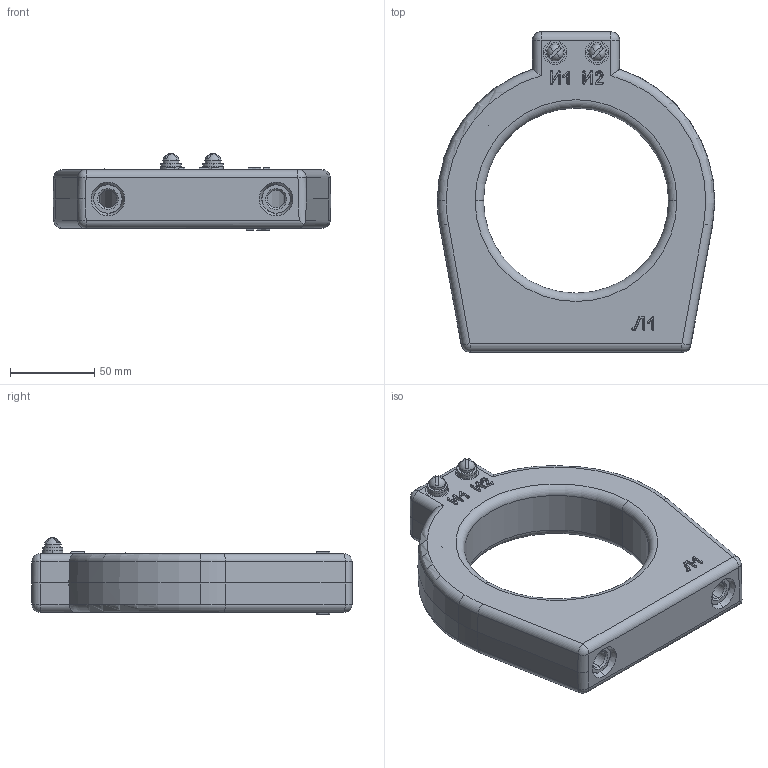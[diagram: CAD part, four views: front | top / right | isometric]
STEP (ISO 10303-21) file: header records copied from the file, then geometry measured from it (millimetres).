
FILE_DESCRIPTION (( 'STEP AP203' ), '1' );
FILE_NAME ('痀佮-110 .STEP', '2017-12-21T03:52:22', ( '' ), ( '' ), 'SwSTEP 2.0', 'SolidWorks 2010', '' );
FILE_SCHEMA (( 'CONFIG_CONTROL_DESIGN' ));
Length unit declared in the file: millimetre
Products named in the file (1): 痀佮-110 
Bounding box: 164.98 x 190.3 x 45.31 mm (x, y, z)
Surface area: 62941.8 mm2 (no closed solid volume)
Topology: 0 solids, 13 shells, 214 faces, 561 edges, 361 vertices
Faces by surface type: plane 82, cone 54, cylinder 49, torus 18, sphere 11
Entity records: 6753 total; most frequent: CARTESIAN_POINT 1329, DIRECTION 1198, ORIENTED_EDGE 1042, EDGE_CURVE 552, AXIS2_PLACEMENT_3D 460, VERTEX_POINT 361, VECTOR 278, LINE 278
